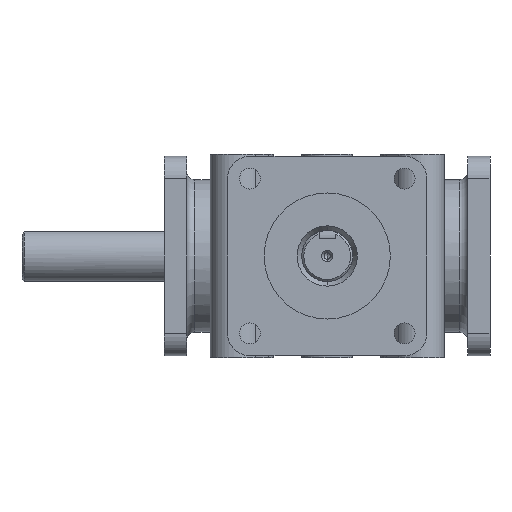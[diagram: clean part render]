
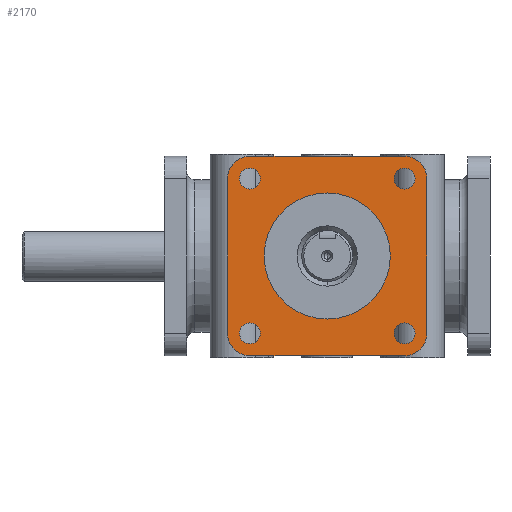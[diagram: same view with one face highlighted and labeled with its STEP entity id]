
A CAD part, front view. The second image highlights one B-rep face of the part: STEP entity #2170.
In plain terms, the highlighted planar face has unit normal (0, -1, 0).
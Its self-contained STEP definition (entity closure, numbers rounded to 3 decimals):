
#2170=ADVANCED_FACE('',(#4496,#4497,#4498,#4499,#4500,#4501),#4502,.F.);
#4496=FACE_OUTER_BOUND('',#9496,.T.);
#4497=FACE_BOUND('',#9497,.T.);
#4498=FACE_BOUND('',#9498,.T.);
#4499=FACE_BOUND('',#9499,.T.);
#4500=FACE_BOUND('',#9500,.T.);
#4501=FACE_BOUND('',#9501,.T.);
#4502=PLANE('',#9502);
#9496=EDGE_LOOP('',(#19850,#19851,#19852,#19853,#19854,#19855,#19856,#19857));
#9497=EDGE_LOOP('',(#19858,#19859,#19860));
#9498=EDGE_LOOP('',(#19861,#19862,#19863));
#9499=EDGE_LOOP('',(#19864,#19865,#19866));
#9500=EDGE_LOOP('',(#19867,#19868,#19869));
#9501=EDGE_LOOP('',(#19870,#19871,#19872));
#9502=AXIS2_PLACEMENT_3D('',#19873,#19874,#19875);
#19850=ORIENTED_EDGE('',*,*,#22894,.T.);
#19851=ORIENTED_EDGE('',*,*,#24146,.T.);
#19852=ORIENTED_EDGE('',*,*,#24177,.T.);
#19853=ORIENTED_EDGE('',*,*,#24072,.T.);
#19854=ORIENTED_EDGE('',*,*,#24050,.T.);
#19855=ORIENTED_EDGE('',*,*,#23444,.T.);
#19856=ORIENTED_EDGE('',*,*,#24175,.T.);
#19857=ORIENTED_EDGE('',*,*,#22858,.T.);
#19858=ORIENTED_EDGE('',*,*,#23992,.F.);
#19859=ORIENTED_EDGE('',*,*,#23991,.F.);
#19860=ORIENTED_EDGE('',*,*,#23788,.F.);
#19861=ORIENTED_EDGE('',*,*,#23640,.F.);
#19862=ORIENTED_EDGE('',*,*,#23639,.F.);
#19863=ORIENTED_EDGE('',*,*,#23454,.F.);
#19864=ORIENTED_EDGE('',*,*,#22822,.F.);
#19865=ORIENTED_EDGE('',*,*,#22821,.F.);
#19866=ORIENTED_EDGE('',*,*,#21891,.F.);
#19867=ORIENTED_EDGE('',*,*,#22704,.F.);
#19868=ORIENTED_EDGE('',*,*,#22703,.F.);
#19869=ORIENTED_EDGE('',*,*,#21858,.F.);
#19870=ORIENTED_EDGE('',*,*,#21478,.T.);
#19871=ORIENTED_EDGE('',*,*,#23232,.T.);
#19872=ORIENTED_EDGE('',*,*,#21479,.T.);
#19873=CARTESIAN_POINT('',(0.0,-150.0,0.0));
#19874=DIRECTION('',(0.0,1.0,0.0));
#19875=DIRECTION('',(1.0,0.0,-0.0));
#21478=EDGE_CURVE('',#24482,#24480,#24483,.T.);
#21479=EDGE_CURVE('',#24484,#24482,#24485,.T.);
#21858=EDGE_CURVE('',#25150,#25146,#25152,.T.);
#21891=EDGE_CURVE('',#25207,#25203,#25209,.T.);
#22703=EDGE_CURVE('',#25146,#26590,#26591,.T.);
#22704=EDGE_CURVE('',#26590,#25150,#26592,.T.);
#22821=EDGE_CURVE('',#25203,#26758,#26759,.T.);
#22822=EDGE_CURVE('',#26758,#25207,#26760,.T.);
#22858=EDGE_CURVE('',#26808,#26809,#26810,.T.);
#22894=EDGE_CURVE('',#26809,#26863,#26864,.T.);
#23232=EDGE_CURVE('',#24480,#24484,#27355,.T.);
#23444=EDGE_CURVE('',#27648,#27649,#27650,.T.);
#23454=EDGE_CURVE('',#27664,#27660,#27666,.T.);
#23639=EDGE_CURVE('',#27660,#27898,#27899,.T.);
#23640=EDGE_CURVE('',#27898,#27664,#27900,.T.);
#23788=EDGE_CURVE('',#28087,#28083,#28089,.T.);
#23991=EDGE_CURVE('',#28083,#28326,#28327,.T.);
#23992=EDGE_CURVE('',#28326,#28087,#28328,.T.);
#24050=EDGE_CURVE('',#28390,#27648,#28391,.T.);
#24072=EDGE_CURVE('',#28416,#28390,#28417,.T.);
#24146=EDGE_CURVE('',#26863,#28497,#28498,.T.);
#24175=EDGE_CURVE('',#27649,#26808,#28528,.T.);
#24177=EDGE_CURVE('',#28497,#28416,#28530,.T.);
#24480=VERTEX_POINT('',#29131);
#24482=VERTEX_POINT('',#29134);
#24483=CIRCLE('',#29135,31.0);
#24484=VERTEX_POINT('',#29136);
#24485=CIRCLE('',#29137,31.0);
#25146=VERTEX_POINT('',#31458);
#25150=VERTEX_POINT('',#31463);
#25152=CIRCLE('',#31466,5.15);
#25203=VERTEX_POINT('',#31643);
#25207=VERTEX_POINT('',#31648);
#25209=CIRCLE('',#31651,5.15);
#26590=VERTEX_POINT('',#37573);
#26591=CIRCLE('',#37574,5.15);
#26592=CIRCLE('',#37575,5.15);
#26758=VERTEX_POINT('',#38146);
#26759=CIRCLE('',#38147,5.15);
#26760=CIRCLE('',#38148,5.15);
#26808=VERTEX_POINT('',#38336);
#26809=VERTEX_POINT('',#38337);
#26810=LINE('',#38338,#38339);
#26863=VERTEX_POINT('',#38433);
#26864=CIRCLE('',#38434,11.0);
#27355=CIRCLE('',#40167,31.0);
#27648=VERTEX_POINT('',#41116);
#27649=VERTEX_POINT('',#41117);
#27650=LINE('',#41118,#41119);
#27660=VERTEX_POINT('',#41132);
#27664=VERTEX_POINT('',#41137);
#27666=CIRCLE('',#41140,5.15);
#27898=VERTEX_POINT('',#41909);
#27899=CIRCLE('',#41910,5.15);
#27900=CIRCLE('',#41911,5.15);
#28083=VERTEX_POINT('',#42415);
#28087=VERTEX_POINT('',#42420);
#28089=CIRCLE('',#42423,5.15);
#28326=VERTEX_POINT('',#43170);
#28327=CIRCLE('',#43171,5.15);
#28328=CIRCLE('',#43172,5.15);
#28390=VERTEX_POINT('',#43301);
#28391=CIRCLE('',#43302,11.0);
#28416=VERTEX_POINT('',#43338);
#28417=LINE('',#43339,#43340);
#28497=VERTEX_POINT('',#43510);
#28498=LINE('',#43511,#43512);
#28528=CIRCLE('',#43573,11.0);
#28530=CIRCLE('',#43575,11.0);
#29131=CARTESIAN_POINT('',(0.,-150.0,-31.0));
#29134=CARTESIAN_POINT('',(31.0,-150.0,0.0));
#29135=AXIS2_PLACEMENT_3D('',#44000,#44001,#44002);
#29136=CARTESIAN_POINT('',(0.,-150.0,31.0));
#29137=AXIS2_PLACEMENT_3D('',#44003,#44004,#44005);
#31458=CARTESIAN_POINT('',(-38.0,-150.0,32.85));
#31463=CARTESIAN_POINT('',(-38.0,-150.0,43.15));
#31466=AXIS2_PLACEMENT_3D('',#44273,#44274,#44275);
#31643=CARTESIAN_POINT('',(-38.0,-150.0,-43.15));
#31648=CARTESIAN_POINT('',(-38.0,-150.0,-32.85));
#31651=AXIS2_PLACEMENT_3D('',#44298,#44299,#44300);
#37573=CARTESIAN_POINT('',(-32.85,-150.0,38.0));
#37574=AXIS2_PLACEMENT_3D('',#44928,#44929,#44930);
#37575=AXIS2_PLACEMENT_3D('',#44931,#44932,#44933);
#38146=CARTESIAN_POINT('',(-32.85,-150.0,-38.0));
#38147=AXIS2_PLACEMENT_3D('',#45012,#45013,#45014);
#38148=AXIS2_PLACEMENT_3D('',#45015,#45016,#45017);
#38336=CARTESIAN_POINT('',(-49.0,-150.0,38.0));
#38337=CARTESIAN_POINT('',(-49.0,-150.0,-38.0));
#38338=CARTESIAN_POINT('',(-49.0,-150.0,38.0));
#38339=VECTOR('',#45035,1000.0);
#38433=CARTESIAN_POINT('',(-38.0,-150.0,-49.0));
#38434=AXIS2_PLACEMENT_3D('',#45072,#45073,#45074);
#40167=AXIS2_PLACEMENT_3D('',#45293,#45294,#45295);
#41116=CARTESIAN_POINT('',(38.0,-150.0,49.0));
#41117=CARTESIAN_POINT('',(-38.0,-150.0,49.0));
#41118=CARTESIAN_POINT('',(38.0,-150.0,49.0));
#41119=VECTOR('',#45423,1000.0);
#41132=CARTESIAN_POINT('',(38.0,-150.0,-43.15));
#41137=CARTESIAN_POINT('',(38.0,-150.0,-32.85));
#41140=AXIS2_PLACEMENT_3D('',#45435,#45436,#45437);
#41909=CARTESIAN_POINT('',(43.15,-150.0,-38.0));
#41910=AXIS2_PLACEMENT_3D('',#45578,#45579,#45580);
#41911=AXIS2_PLACEMENT_3D('',#45581,#45582,#45583);
#42415=CARTESIAN_POINT('',(38.0,-150.0,32.85));
#42420=CARTESIAN_POINT('',(38.0,-150.0,43.15));
#42423=AXIS2_PLACEMENT_3D('',#45670,#45671,#45672);
#43170=CARTESIAN_POINT('',(43.15,-150.0,38.0));
#43171=AXIS2_PLACEMENT_3D('',#45809,#45810,#45811);
#43172=AXIS2_PLACEMENT_3D('',#45812,#45813,#45814);
#43301=CARTESIAN_POINT('',(49.0,-150.0,38.0));
#43302=AXIS2_PLACEMENT_3D('',#45853,#45854,#45855);
#43338=CARTESIAN_POINT('',(49.0,-150.0,-38.0));
#43339=CARTESIAN_POINT('',(49.0,-150.0,-38.0));
#43340=VECTOR('',#45873,1000.0);
#43510=CARTESIAN_POINT('',(38.0,-150.0,-49.0));
#43511=CARTESIAN_POINT('',(-38.0,-150.0,-49.0));
#43512=VECTOR('',#45913,1000.0);
#43573=AXIS2_PLACEMENT_3D('',#45925,#45926,#45927);
#43575=AXIS2_PLACEMENT_3D('',#45928,#45929,#45930);
#44000=CARTESIAN_POINT('',(0.0,-150.0,0.0));
#44001=DIRECTION('',(-0.0,1.0,0.0));
#44002=DIRECTION('',(1.0,0.0,0.0));
#44003=CARTESIAN_POINT('',(0.0,-150.0,0.0));
#44004=DIRECTION('',(-0.0,1.0,0.0));
#44005=DIRECTION('',(1.0,0.0,0.0));
#44273=CARTESIAN_POINT('',(-38.0,-150.0,38.0));
#44274=DIRECTION('',(0.0,-1.0,0.0));
#44275=DIRECTION('',(1.0,0.0,0.0));
#44298=CARTESIAN_POINT('',(-38.0,-150.0,-38.0));
#44299=DIRECTION('',(0.0,-1.0,0.0));
#44300=DIRECTION('',(1.0,0.0,0.0));
#44928=CARTESIAN_POINT('',(-38.0,-150.0,38.0));
#44929=DIRECTION('',(0.0,-1.0,0.0));
#44930=DIRECTION('',(1.0,0.0,0.0));
#44931=CARTESIAN_POINT('',(-38.0,-150.0,38.0));
#44932=DIRECTION('',(0.0,-1.0,0.0));
#44933=DIRECTION('',(1.0,0.0,0.0));
#45012=CARTESIAN_POINT('',(-38.0,-150.0,-38.0));
#45013=DIRECTION('',(0.0,-1.0,0.0));
#45014=DIRECTION('',(1.0,0.0,0.0));
#45015=CARTESIAN_POINT('',(-38.0,-150.0,-38.0));
#45016=DIRECTION('',(0.0,-1.0,0.0));
#45017=DIRECTION('',(1.0,0.0,0.0));
#45035=DIRECTION('',(0.0,0.0,-1.0));
#45072=CARTESIAN_POINT('',(-38.0,-150.0,-38.0));
#45073=DIRECTION('',(0.0,-1.0,0.0));
#45074=DIRECTION('',(1.0,0.0,0.0));
#45293=CARTESIAN_POINT('',(0.0,-150.0,0.0));
#45294=DIRECTION('',(-0.0,1.0,0.0));
#45295=DIRECTION('',(1.0,0.0,0.0));
#45423=DIRECTION('',(-1.0,0.0,0.0));
#45435=CARTESIAN_POINT('',(38.0,-150.0,-38.0));
#45436=DIRECTION('',(0.0,-1.0,0.0));
#45437=DIRECTION('',(1.0,0.0,0.0));
#45578=CARTESIAN_POINT('',(38.0,-150.0,-38.0));
#45579=DIRECTION('',(0.0,-1.0,0.0));
#45580=DIRECTION('',(1.0,0.0,0.0));
#45581=CARTESIAN_POINT('',(38.0,-150.0,-38.0));
#45582=DIRECTION('',(0.0,-1.0,0.0));
#45583=DIRECTION('',(1.0,0.0,0.0));
#45670=CARTESIAN_POINT('',(38.0,-150.0,38.0));
#45671=DIRECTION('',(0.0,-1.0,0.0));
#45672=DIRECTION('',(1.0,0.0,0.0));
#45809=CARTESIAN_POINT('',(38.0,-150.0,38.0));
#45810=DIRECTION('',(0.0,-1.0,0.0));
#45811=DIRECTION('',(1.0,0.0,0.0));
#45812=CARTESIAN_POINT('',(38.0,-150.0,38.0));
#45813=DIRECTION('',(0.0,-1.0,0.0));
#45814=DIRECTION('',(1.0,0.0,0.0));
#45853=CARTESIAN_POINT('',(38.0,-150.0,38.0));
#45854=DIRECTION('',(0.0,-1.0,0.0));
#45855=DIRECTION('',(1.0,0.0,0.0));
#45873=DIRECTION('',(0.0,0.0,1.0));
#45913=DIRECTION('',(1.0,0.0,0.0));
#45925=CARTESIAN_POINT('',(-38.0,-150.0,38.0));
#45926=DIRECTION('',(0.0,-1.0,0.0));
#45927=DIRECTION('',(1.0,0.0,0.0));
#45928=CARTESIAN_POINT('',(38.0,-150.0,-38.0));
#45929=DIRECTION('',(0.0,-1.0,0.0));
#45930=DIRECTION('',(-1.0,0.0,0.0));
